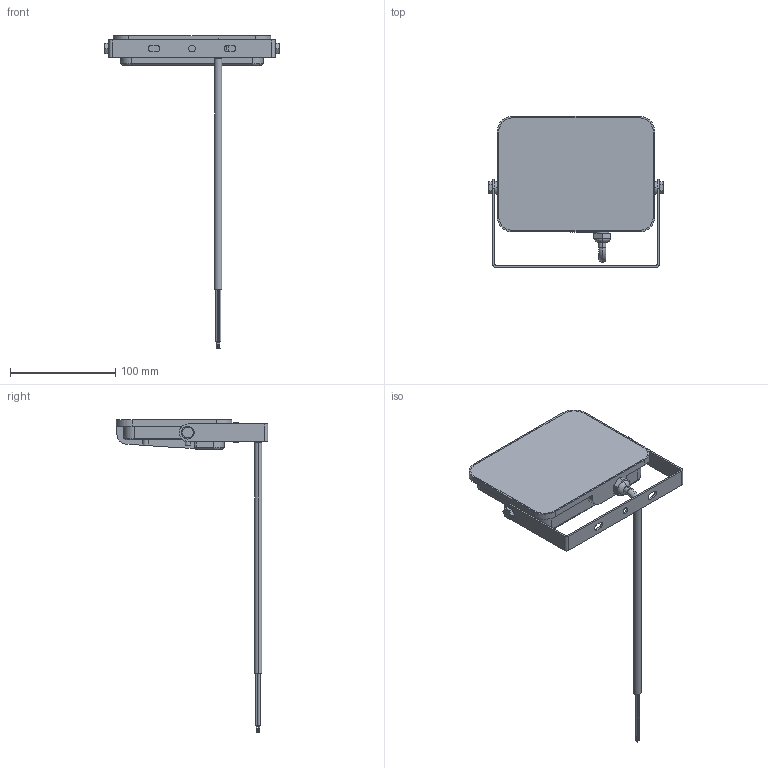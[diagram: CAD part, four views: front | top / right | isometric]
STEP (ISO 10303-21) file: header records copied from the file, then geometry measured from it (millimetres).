
FILE_DESCRIPTION (( 'STEP AP214' ), '1' );
FILE_NAME ('LPDO7B-01-20-K03 Ïðîæåêòîð LED ÑÄÎ 07-20B blue IP65 ñåðûé IEK.STEP', '2019-03-28T05:14:33', ( '' ), ( '' ), 'SwSTEP 2.0', 'SolidWorks 2017', '' );
FILE_SCHEMA (( 'AUTOMOTIVE_DESIGN' ));
Length unit declared in the file: millimetre
Products named in the file (1): LPDO7B-01-20-K03 Ïðîæåêòîð LED ÑÄÎ 07-20B blue IP65 ñåðûé IEK
Bounding box: 166 x 144 x 297 mm (x, y, z)
Volume: 338540.5 mm3; surface area: 73407.6 mm2
Topology: 1 solids, 1 shells, 328 faces, 863 edges, 554 vertices
Faces by surface type: plane 168, cylinder 119, bspline 19, cone 11, torus 9, sphere 2
Entity records: 10696 total; most frequent: CARTESIAN_POINT 2523, ORIENTED_EDGE 1722, DIRECTION 1715, EDGE_CURVE 861, AXIS2_PLACEMENT_3D 604, VERTEX_POINT 554, VECTOR 507, LINE 507
